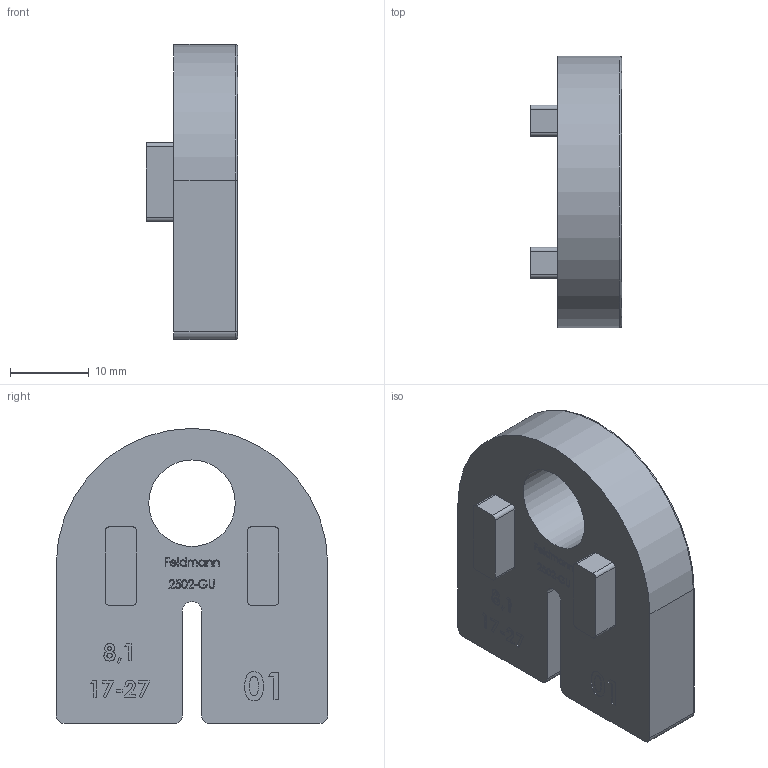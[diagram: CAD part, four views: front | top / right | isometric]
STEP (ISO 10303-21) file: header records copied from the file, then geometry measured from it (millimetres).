
FILE_DESCRIPTION (( 'STEP AP203' ), '1' );
FILE_NAME ('2502-GU.step', '2021-11-25T07:52:52', ( '' ), ( '' ), 'SwSTEP 2.0', 'SolidWorks 2018', '' );
FILE_SCHEMA (( 'CONFIG_CONTROL_DESIGN' ));
Length unit declared in the file: millimetre
Products named in the file (2): 2502-GU
Bounding box: 11.6 x 34.5 x 37.5 mm (x, y, z)
Volume: 8628.9 mm3; surface area: 3807.7 mm2
Topology: 1 solids, 1 shells, 411 faces, 1095 edges, 726 vertices
Faces by surface type: plane 226, bspline 158, cylinder 21, torus 6
Full cylindrical faces by diameter (mm): 11 x1
Entity records: 21459 total; most frequent: CARTESIAN_POINT 12103, ORIENTED_EDGE 2188, DIRECTION 1336, EDGE_CURVE 1094, VECTOR 730, LINE 730, VERTEX_POINT 726, EDGE_LOOP 454
